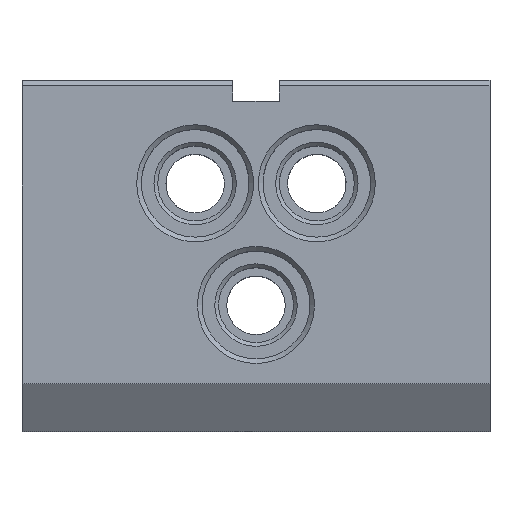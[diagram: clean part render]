
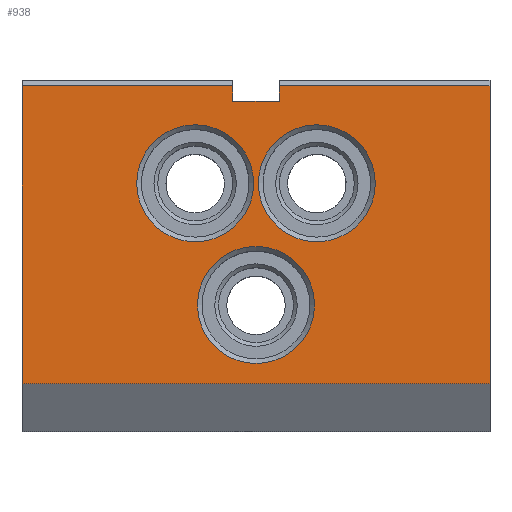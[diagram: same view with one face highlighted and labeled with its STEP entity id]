
A CAD part, top view. The second image highlights one B-rep face of the part: STEP entity #938.
In plain terms, the highlighted planar face has unit normal (0, 0, 1).
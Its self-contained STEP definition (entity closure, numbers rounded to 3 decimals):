
#938 = ADVANCED_FACE( '', ( #1961, #1962, #1963, #1964 ), #1965, .T. );
#1961 = FACE_OUTER_BOUND( '', #3054, .T. );
#1962 = FACE_BOUND( '', #3055, .T. );
#1963 = FACE_BOUND( '', #3056, .T. );
#1964 = FACE_BOUND( '', #3057, .T. );
#1965 = PLANE( '', #3058 );
#3054 = EDGE_LOOP( '', ( #5719, #5720, #5721, #5722, #5723, #5724, #5725, #5726 ) );
#3055 = EDGE_LOOP( '', ( #5727 ) );
#3056 = EDGE_LOOP( '', ( #5728 ) );
#3057 = EDGE_LOOP( '', ( #5729 ) );
#3058 = AXIS2_PLACEMENT_3D( '', #5730, #5731, #5732 );
#5719 = ORIENTED_EDGE( '', *, *, #7071, .F. );
#5720 = ORIENTED_EDGE( '', *, *, #7265, .F. );
#5721 = ORIENTED_EDGE( '', *, *, #7575, .T. );
#5722 = ORIENTED_EDGE( '', *, *, #6927, .T. );
#5723 = ORIENTED_EDGE( '', *, *, #6748, .T. );
#5724 = ORIENTED_EDGE( '', *, *, #7684, .F. );
#5725 = ORIENTED_EDGE( '', *, *, #7300, .F. );
#5726 = ORIENTED_EDGE( '', *, *, #7839, .F. );
#5727 = ORIENTED_EDGE( '', *, *, #7069, .T. );
#5728 = ORIENTED_EDGE( '', *, *, #6693, .T. );
#5729 = ORIENTED_EDGE( '', *, *, #7011, .T. );
#5730 = CARTESIAN_POINT( '', ( -50., -37.5, 43. ) );
#5731 = DIRECTION( '', ( 0., 0., 1. ) );
#5732 = DIRECTION( '', ( 1., 0., 0. ) );
#6693 = EDGE_CURVE( '', #8046, #8046, #8047, .F. );
#6748 = EDGE_CURVE( '', #8150, #8148, #8151, .T. );
#6927 = EDGE_CURVE( '', #8463, #8150, #8464, .T. );
#7011 = EDGE_CURVE( '', #8606, #8606, #8607, .F. );
#7069 = EDGE_CURVE( '', #8700, #8700, #8701, .F. );
#7071 = EDGE_CURVE( '', #8703, #8704, #8705, .T. );
#7265 = EDGE_CURVE( '', #9024, #8703, #9025, .T. );
#7300 = EDGE_CURVE( '', #9080, #9082, #9083, .T. );
#7575 = EDGE_CURVE( '', #9024, #8463, #9493, .T. );
#7684 = EDGE_CURVE( '', #9082, #8148, #9641, .T. );
#7839 = EDGE_CURVE( '', #8704, #9080, #9819, .T. );
#8046 = VERTEX_POINT( '', #10058 );
#8047 = CIRCLE( '', #10059, 12.5 );
#8148 = VERTEX_POINT( '', #10209 );
#8150 = VERTEX_POINT( '', #10212 );
#8151 = LINE( '', #10213, #10214 );
#8463 = VERTEX_POINT( '', #10654 );
#8464 = LINE( '', #10655, #10656 );
#8606 = VERTEX_POINT( '', #10862 );
#8607 = CIRCLE( '', #10863, 12.5 );
#8700 = VERTEX_POINT( '', #10999 );
#8701 = CIRCLE( '', #11000, 12.5 );
#8703 = VERTEX_POINT( '', #11002 );
#8704 = VERTEX_POINT( '', #11003 );
#8705 = LINE( '', #11004, #11005 );
#9024 = VERTEX_POINT( '', #11487 );
#9025 = LINE( '', #11488, #11489 );
#9080 = VERTEX_POINT( '', #11576 );
#9082 = VERTEX_POINT( '', #11579 );
#9083 = LINE( '', #11580, #11581 );
#9493 = LINE( '', #12160, #12161 );
#9641 = LINE( '', #12382, #12383 );
#9819 = LINE( '', #12648, #12649 );
#10058 = CARTESIAN_POINT( '', ( 25.5, -15.5, 43. ) );
#10059 = AXIS2_PLACEMENT_3D( '', #12916, #12917, #12918 );
#10209 = CARTESIAN_POINT( '', ( -50., -36.35, 43. ) );
#10212 = CARTESIAN_POINT( '', ( -50., 27.3, 43. ) );
#10213 = CARTESIAN_POINT( '', ( -50., 37.5, 43. ) );
#10214 = VECTOR( '', #12972, 1000. );
#10654 = CARTESIAN_POINT( '', ( 50., 27.3, 43. ) );
#10655 = CARTESIAN_POINT( '', ( 50., 27.3, 43. ) );
#10656 = VECTOR( '', #13137, 1000. );
#10862 = CARTESIAN_POINT( '', ( -0.5, -15.5, 43. ) );
#10863 = AXIS2_PLACEMENT_3D( '', #13205, #13206, #13207 );
#10999 = CARTESIAN_POINT( '', ( 12.5, 10.5, 43. ) );
#11000 = AXIS2_PLACEMENT_3D( '', #13251, #13252, #13253 );
#11002 = CARTESIAN_POINT( '', ( 5., -36.35, 43. ) );
#11003 = CARTESIAN_POINT( '', ( 5., -33., 43. ) );
#11004 = CARTESIAN_POINT( '', ( 5., -37.5, 43. ) );
#11005 = VECTOR( '', #13254, 1000. );
#11487 = CARTESIAN_POINT( '', ( 50., -36.35, 43. ) );
#11488 = CARTESIAN_POINT( '', ( 50., -36.35, 43. ) );
#11489 = VECTOR( '', #13433, 1000. );
#11576 = CARTESIAN_POINT( '', ( -5., -33., 43. ) );
#11579 = CARTESIAN_POINT( '', ( -5., -36.35, 43. ) );
#11580 = CARTESIAN_POINT( '', ( -5., -33., 43. ) );
#11581 = VECTOR( '', #13467, 1000. );
#12160 = CARTESIAN_POINT( '', ( 50., -37.5, 43. ) );
#12161 = VECTOR( '', #13736, 1000. );
#12382 = CARTESIAN_POINT( '', ( 50., -36.35, 43. ) );
#12383 = VECTOR( '', #13822, 1000. );
#12648 = CARTESIAN_POINT( '', ( 5., -33., 43. ) );
#12649 = VECTOR( '', #13934, 1000. );
#12916 = CARTESIAN_POINT( '', ( 13., -15.5, 43. ) );
#12917 = DIRECTION( '', ( 0., 0., 1. ) );
#12918 = DIRECTION( '', ( 1., 0., 0. ) );
#12972 = DIRECTION( '', ( 0., -1., 0. ) );
#13137 = DIRECTION( '', ( -1., 0., 0. ) );
#13205 = CARTESIAN_POINT( '', ( -13., -15.5, 43. ) );
#13206 = DIRECTION( '', ( 0., 0., 1. ) );
#13207 = DIRECTION( '', ( 1., 0., 0. ) );
#13251 = CARTESIAN_POINT( '', ( 0., 10.5, 43. ) );
#13252 = DIRECTION( '', ( 0., 0., 1. ) );
#13253 = DIRECTION( '', ( 1., 0., 0. ) );
#13254 = DIRECTION( '', ( 0., 1., 0. ) );
#13433 = DIRECTION( '', ( -1., 0., 0. ) );
#13467 = DIRECTION( '', ( 0., -1., 0. ) );
#13736 = DIRECTION( '', ( 0., 1., 0. ) );
#13822 = DIRECTION( '', ( -1., 0., 0. ) );
#13934 = DIRECTION( '', ( -1., 0., 0. ) );
